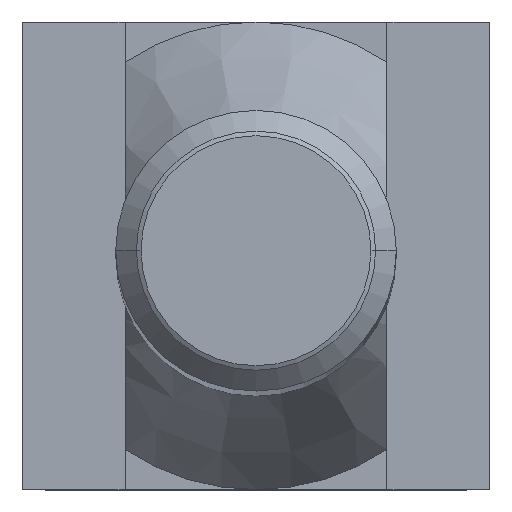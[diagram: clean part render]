
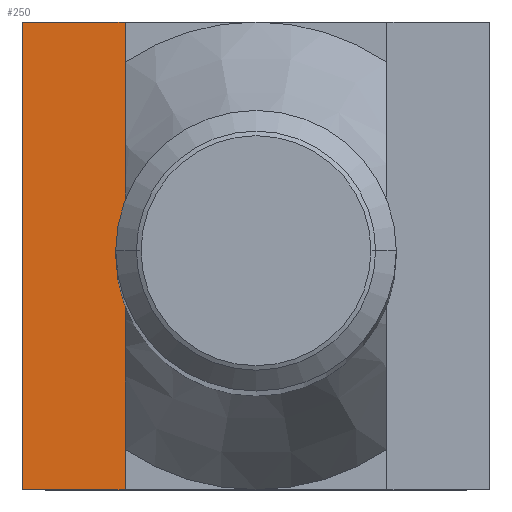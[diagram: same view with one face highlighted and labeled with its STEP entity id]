
A CAD part, top view. The second image highlights one B-rep face of the part: STEP entity #250.
In plain terms, the highlighted planar face has unit normal (0, 0, 1).
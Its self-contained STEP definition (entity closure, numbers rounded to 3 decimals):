
#178=VERTEX_POINT('',#440);
#198=EDGE_CURVE('',#302,#234,#461,.T.);
#212=EDGE_CURVE('',#264,#234,#477,.T.);
#234=VERTEX_POINT('',#504);
#240=EDGE_CURVE('',#178,#264,#510,.T.);
#250=ADVANCED_FACE('',(#520),#521,.T.);
#264=VERTEX_POINT('',#536);
#302=VERTEX_POINT('',#578);
#322=EDGE_CURVE('',#302,#178,#599,.T.);
#440=CARTESIAN_POINT('',(-5.0,5.,0.));
#461=LINE('',#775,#776);
#477=LINE('',#797,#798);
#504=CARTESIAN_POINT('',(-2.8,-5.,0.));
#510=LINE('',#843,#844);
#520=FACE_OUTER_BOUND('',#860,.T.);
#521=PLANE('',#861);
#536=CARTESIAN_POINT('',(-5.0,-5.,0.));
#578=CARTESIAN_POINT('',(-2.8,5.,0.));
#599=LINE('',#960,#961);
#775=CARTESIAN_POINT('',(-2.8,0.,0.));
#776=VECTOR('',#1136,1.0);
#797=CARTESIAN_POINT('',(-2.8,-5.,0.));
#798=VECTOR('',#1168,1.0);
#843=CARTESIAN_POINT('',(-5.0,0.,0.));
#844=VECTOR('',#1209,1.0);
#860=EDGE_LOOP('',(#1214,#1215,#1216,#1217));
#861=AXIS2_PLACEMENT_3D('',#1218,#1219,#1220);
#960=CARTESIAN_POINT('',(-2.8,5.,0.));
#961=VECTOR('',#1296,1.0);
#1136=DIRECTION('',(0.0,-1.0,0.));
#1168=DIRECTION('',(1.0,0.0,0.0));
#1209=DIRECTION('',(0.0,-1.0,0.));
#1214=ORIENTED_EDGE('',*,*,#212,.T.);
#1215=ORIENTED_EDGE('',*,*,#198,.F.);
#1216=ORIENTED_EDGE('',*,*,#322,.T.);
#1217=ORIENTED_EDGE('',*,*,#240,.T.);
#1218=CARTESIAN_POINT('',(-5.0,0.,0.));
#1219=DIRECTION('',(0.0,0.,1.0));
#1220=DIRECTION('',(0.0,-1.0,0.));
#1296=DIRECTION('',(-1.0,0.0,0.0));
